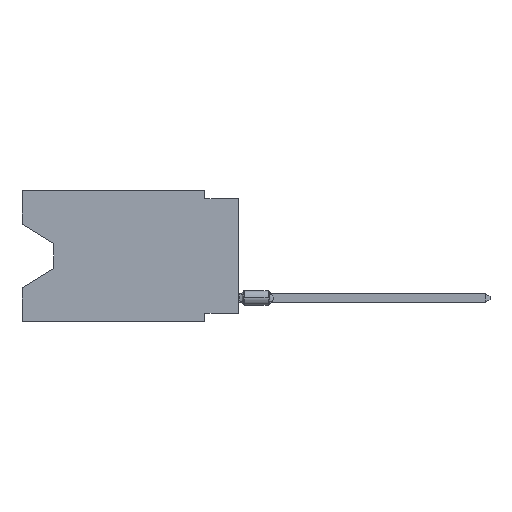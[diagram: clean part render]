
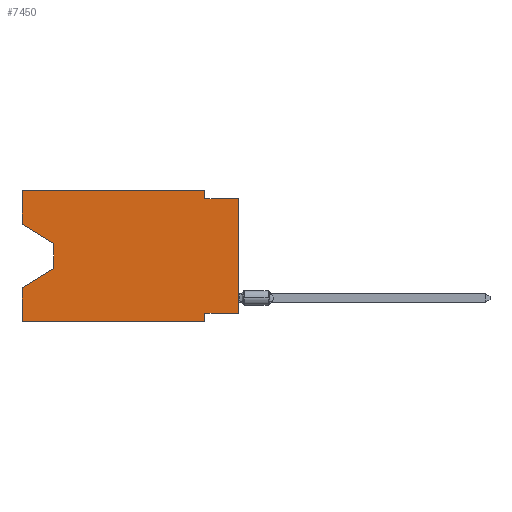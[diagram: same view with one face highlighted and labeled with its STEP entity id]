
A CAD part, left-side view. The second image highlights one B-rep face of the part: STEP entity #7450.
In plain terms, the highlighted planar face has unit normal (-1, 0, 0).
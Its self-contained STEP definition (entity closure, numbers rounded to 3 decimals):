
#36 = DIRECTION ( 'NONE',  ( 0., 0., 1. ) ) ;
#90 = LINE ( 'NONE', #12027, #13145 ) ;
#258 = ORIENTED_EDGE ( 'NONE', *, *, #1214, .F. ) ;
#362 = DIRECTION ( 'NONE',  ( 0., 0., -1. ) ) ;
#378 = CARTESIAN_POINT ( 'NONE',  ( 0., 2.54, -9.906 ) ) ;
#426 = VERTEX_POINT ( 'NONE', #7592 ) ;
#593 = CARTESIAN_POINT ( 'NONE',  ( 0., 13.97, -5.893 ) ) ;
#1040 = EDGE_LOOP ( 'NONE', ( #10953, #14221, #2276, #2833, #7646, #13638, #258, #13986, #1571, #13552, #15479, #8067 ) ) ;
#1173 = VECTOR ( 'NONE', #362, 1000. ) ;
#1214 = EDGE_CURVE ( 'NONE', #8032, #12377, #4023, .T. ) ;
#1268 = DIRECTION ( 'NONE',  ( 0., -0.855, -0.519 ) ) ;
#1571 = ORIENTED_EDGE ( 'NONE', *, *, #2460, .F. ) ;
#1738 = LINE ( 'NONE', #10218, #5532 ) ;
#1920 = DIRECTION ( 'NONE',  ( 0., 0., -1. ) ) ;
#2017 = CARTESIAN_POINT ( 'NONE',  ( 0., 16.383, 0. ) ) ;
#2032 = VERTEX_POINT ( 'NONE', #8113 ) ;
#2189 = CARTESIAN_POINT ( 'NONE',  ( 0., 13.97, -4.013 ) ) ;
#2276 = ORIENTED_EDGE ( 'NONE', *, *, #2961, .T. ) ;
#2284 = DIRECTION ( 'NONE',  ( 0., 0., 1. ) ) ;
#2294 = CARTESIAN_POINT ( 'NONE',  ( 0., 0., -0.635 ) ) ;
#2393 = VECTOR ( 'NONE', #15273, 1000. ) ;
#2460 = EDGE_CURVE ( 'NONE', #9306, #2684, #4800, .T. ) ;
#2652 = EDGE_CURVE ( 'NONE', #426, #12213, #90, .T. ) ;
#2684 = VERTEX_POINT ( 'NONE', #2910 ) ;
#2726 = CARTESIAN_POINT ( 'NONE',  ( 0., 2.54, 0. ) ) ;
#2833 = ORIENTED_EDGE ( 'NONE', *, *, #14441, .F. ) ;
#2896 = CARTESIAN_POINT ( 'NONE',  ( 0., 2.54, 0. ) ) ;
#2910 = CARTESIAN_POINT ( 'NONE',  ( 0., 0., -0.635 ) ) ;
#2961 = EDGE_CURVE ( 'NONE', #12747, #2032, #15322, .T. ) ;
#3094 = DIRECTION ( 'NONE',  ( 1., 0., 0. ) ) ;
#3363 = CARTESIAN_POINT ( 'NONE',  ( 0., 13.97, -5.893 ) ) ;
#3787 = EDGE_CURVE ( 'NONE', #7923, #8203, #7240, .T. ) ;
#3906 = DIRECTION ( 'NONE',  ( 0., -1., 0. ) ) ;
#4023 = LINE ( 'NONE', #8812, #6178 ) ;
#4348 = VECTOR ( 'NONE', #15315, 1000. ) ;
#4465 = VECTOR ( 'NONE', #2284, 1000. ) ;
#4647 = CARTESIAN_POINT ( 'NONE',  ( 0., 16.383, -9.906 ) ) ;
#4779 = CARTESIAN_POINT ( 'NONE',  ( 0., 0., -9.271 ) ) ;
#4800 = LINE ( 'NONE', #2294, #13399 ) ;
#5532 = VECTOR ( 'NONE', #11312, 1000. ) ;
#5622 = EDGE_CURVE ( 'NONE', #12213, #12747, #12862, .T. ) ;
#5882 = CARTESIAN_POINT ( 'NONE',  ( 0., 16.383, 0. ) ) ;
#6026 = CARTESIAN_POINT ( 'NONE',  ( 0., 2.54, -9.906 ) ) ;
#6050 = DIRECTION ( 'NONE',  ( 0., -1., 0. ) ) ;
#6178 = VECTOR ( 'NONE', #13615, 1000. ) ;
#6179 = CARTESIAN_POINT ( 'NONE',  ( 0., 16.383, 0. ) ) ;
#7169 = VERTEX_POINT ( 'NONE', #13742 ) ;
#7240 = LINE ( 'NONE', #4647, #11401 ) ;
#7404 = CARTESIAN_POINT ( 'NONE',  ( 0., 13.97, -4.013 ) ) ;
#7450 = ADVANCED_FACE ( 'NONE', ( #12144 ), #11343, .F. ) ;
#7592 = CARTESIAN_POINT ( 'NONE',  ( 0., 16.383, -2.546 ) ) ;
#7642 = CARTESIAN_POINT ( 'NONE',  ( 0., 16.383, -9.906 ) ) ;
#7646 = ORIENTED_EDGE ( 'NONE', *, *, #3787, .T. ) ;
#7923 = VERTEX_POINT ( 'NONE', #7642 ) ;
#8015 = EDGE_CURVE ( 'NONE', #12377, #8203, #14386, .T. ) ;
#8032 = VERTEX_POINT ( 'NONE', #4779 ) ;
#8067 = ORIENTED_EDGE ( 'NONE', *, *, #15483, .F. ) ;
#8113 = CARTESIAN_POINT ( 'NONE',  ( 0., 16.383, -7.36 ) ) ;
#8203 = VERTEX_POINT ( 'NONE', #378 ) ;
#8233 = DIRECTION ( 'NONE',  ( 0., 0.855, -0.519 ) ) ;
#8403 = LINE ( 'NONE', #5882, #4465 ) ;
#8613 = EDGE_CURVE ( 'NONE', #13596, #9306, #13254, .T. ) ;
#8748 = CARTESIAN_POINT ( 'NONE',  ( 0., 2.54, -9.271 ) ) ;
#8812 = CARTESIAN_POINT ( 'NONE',  ( 0., 0., -9.271 ) ) ;
#9048 = EDGE_CURVE ( 'NONE', #8032, #2684, #1738, .T. ) ;
#9306 = VERTEX_POINT ( 'NONE', #15010 ) ;
#9793 = LINE ( 'NONE', #6179, #15012 ) ;
#9893 = VECTOR ( 'NONE', #8233, 1000. ) ;
#10218 = CARTESIAN_POINT ( 'NONE',  ( 0., 0., 0. ) ) ;
#10454 = VECTOR ( 'NONE', #36, 1000. ) ;
#10713 = AXIS2_PLACEMENT_3D ( 'NONE', #13723, #3094, #1920 ) ;
#10953 = ORIENTED_EDGE ( 'NONE', *, *, #2652, .T. ) ;
#11312 = DIRECTION ( 'NONE',  ( 0., 0., 1. ) ) ;
#11343 = PLANE ( 'NONE',  #10713 ) ;
#11401 = VECTOR ( 'NONE', #6050, 1000. ) ;
#12027 = CARTESIAN_POINT ( 'NONE',  ( 0., 16.383, -2.546 ) ) ;
#12144 = FACE_OUTER_BOUND ( 'NONE', #1040, .T. ) ;
#12213 = VERTEX_POINT ( 'NONE', #7404 ) ;
#12377 = VERTEX_POINT ( 'NONE', #8748 ) ;
#12747 = VERTEX_POINT ( 'NONE', #593 ) ;
#12862 = LINE ( 'NONE', #2189, #4348 ) ;
#13129 = DIRECTION ( 'NONE',  ( 0., -1., 0. ) ) ;
#13145 = VECTOR ( 'NONE', #1268, 1000. ) ;
#13254 = LINE ( 'NONE', #2726, #1173 ) ;
#13399 = VECTOR ( 'NONE', #13129, 1000. ) ;
#13552 = ORIENTED_EDGE ( 'NONE', *, *, #8613, .F. ) ;
#13596 = VERTEX_POINT ( 'NONE', #2896 ) ;
#13615 = DIRECTION ( 'NONE',  ( 0., 1., 0. ) ) ;
#13638 = ORIENTED_EDGE ( 'NONE', *, *, #8015, .F. ) ;
#13723 = CARTESIAN_POINT ( 'NONE',  ( 0., 16.383, 0. ) ) ;
#13742 = CARTESIAN_POINT ( 'NONE',  ( 0., 16.383, 0. ) ) ;
#13986 = ORIENTED_EDGE ( 'NONE', *, *, #9048, .T. ) ;
#14221 = ORIENTED_EDGE ( 'NONE', *, *, #5622, .T. ) ;
#14386 = LINE ( 'NONE', #6026, #2393 ) ;
#14441 = EDGE_CURVE ( 'NONE', #7923, #2032, #15307, .T. ) ;
#14818 = EDGE_CURVE ( 'NONE', #7169, #13596, #9793, .T. ) ;
#15010 = CARTESIAN_POINT ( 'NONE',  ( 0., 2.54, -0.635 ) ) ;
#15012 = VECTOR ( 'NONE', #3906, 1000. ) ;
#15273 = DIRECTION ( 'NONE',  ( 0., 0., -1. ) ) ;
#15307 = LINE ( 'NONE', #2017, #10454 ) ;
#15315 = DIRECTION ( 'NONE',  ( 0., 0., -1. ) ) ;
#15322 = LINE ( 'NONE', #3363, #9893 ) ;
#15479 = ORIENTED_EDGE ( 'NONE', *, *, #14818, .F. ) ;
#15483 = EDGE_CURVE ( 'NONE', #426, #7169, #8403, .T. ) ;
